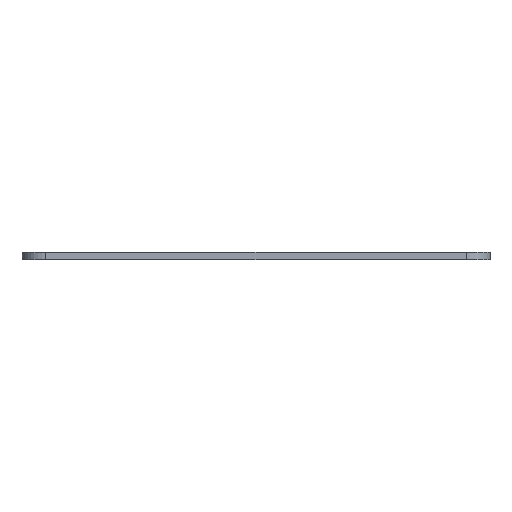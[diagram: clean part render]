
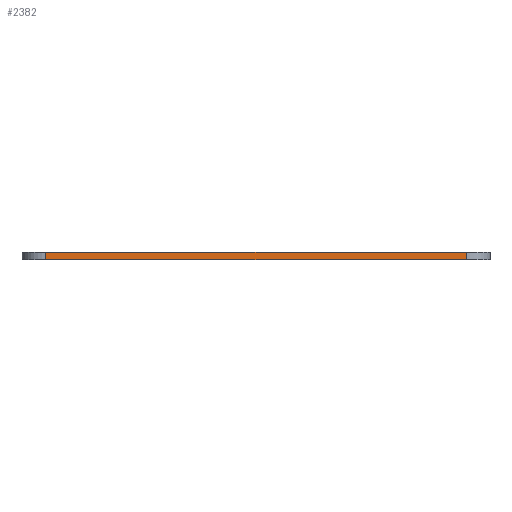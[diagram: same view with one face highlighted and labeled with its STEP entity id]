
A CAD part, left-side view. The second image highlights one B-rep face of the part: STEP entity #2382.
In plain terms, the highlighted planar face has unit normal (-1, 0, 0).
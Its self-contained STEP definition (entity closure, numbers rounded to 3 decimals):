
#51=PLANE('',#2520);
#118=FACE_OUTER_BOUND('',#240,.T.);
#240=EDGE_LOOP('',(#1609,#1610,#1611,#1612));
#398=LINE('',#3478,#646);
#399=LINE('',#3481,#647);
#400=LINE('',#3483,#648);
#401=LINE('',#3484,#649);
#646=VECTOR('',#2760,10.);
#647=VECTOR('',#2763,10.);
#648=VECTOR('',#2764,10.);
#649=VECTOR('',#2765,10.);
#1005=VERTEX_POINT('',#3471);
#1008=VERTEX_POINT('',#3476);
#1009=VERTEX_POINT('',#3480);
#1010=VERTEX_POINT('',#3482);
#1248=EDGE_CURVE('',#1008,#1005,#398,.T.);
#1249=EDGE_CURVE('',#1009,#1008,#399,.T.);
#1250=EDGE_CURVE('',#1010,#1009,#400,.T.);
#1251=EDGE_CURVE('',#1005,#1010,#401,.T.);
#1609=ORIENTED_EDGE('',*,*,#1248,.F.);
#1610=ORIENTED_EDGE('',*,*,#1249,.F.);
#1611=ORIENTED_EDGE('',*,*,#1250,.F.);
#1612=ORIENTED_EDGE('',*,*,#1251,.F.);
#2382=ADVANCED_FACE('',(#118),#51,.T.);
#2520=AXIS2_PLACEMENT_3D('',#3479,#2761,#2762);
#2760=DIRECTION('',(0.,0.,1.));
#2761=DIRECTION('center_axis',(-1.,0.,0.));
#2762=DIRECTION('ref_axis',(0.,-1.,0.));
#2763=DIRECTION('',(0.,1.,0.));
#2764=DIRECTION('',(0.,0.,-1.));
#2765=DIRECTION('',(0.,-1.,0.));
#3471=CARTESIAN_POINT('',(-30.675,-13.325,1.5));
#3476=CARTESIAN_POINT('',(-30.675,-13.325,0.));
#3478=CARTESIAN_POINT('',(-30.675,-13.325,0.));
#3479=CARTESIAN_POINT('Origin',(-30.675,-8.325,0.));
#3480=CARTESIAN_POINT('',(-30.675,-101.025,0.));
#3481=CARTESIAN_POINT('',(-30.675,-106.025,0.));
#3482=CARTESIAN_POINT('',(-30.675,-101.025,1.5));
#3483=CARTESIAN_POINT('',(-30.675,-101.025,0.));
#3484=CARTESIAN_POINT('',(-30.675,-106.025,1.5));
